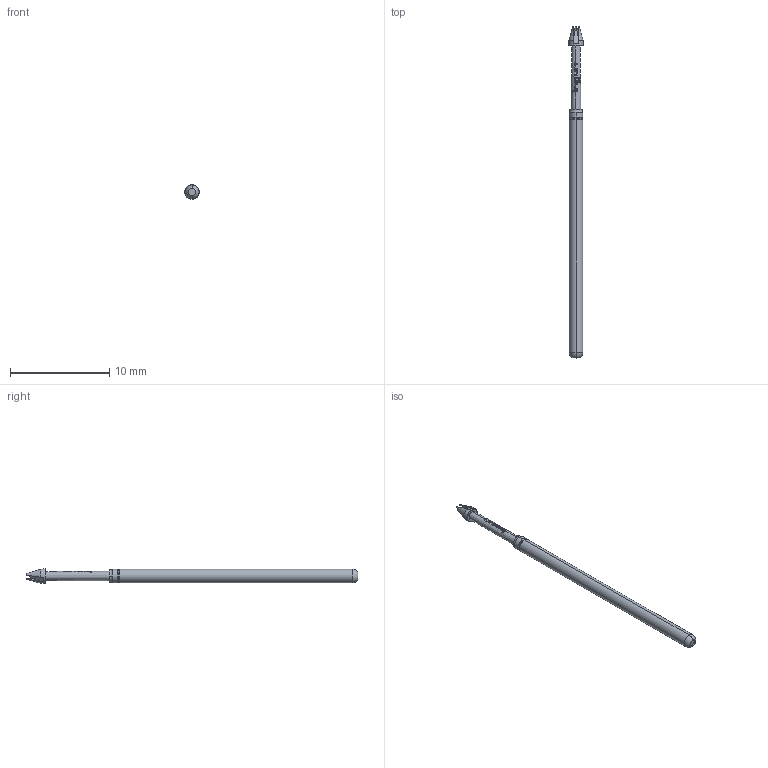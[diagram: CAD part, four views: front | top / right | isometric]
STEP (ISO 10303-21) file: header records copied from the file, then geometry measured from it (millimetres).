
FILE_DESCRIPTION (( 'STEP AP203' ), '1' );
FILE_NAME ('INGUN_GKS-100_289_050_A_xx00.STEP', '2025-10-01T08:43:52', ( '' ), ( '' ), 'SwSTEP 2.0', 'SolidWorks 2023', '' );
FILE_SCHEMA (( 'CONFIG_CONTROL_DESIGN' ));
Length unit declared in the file: millimetre
Products named in the file (1): INGUN_GKS-100_289_050_A_xx00
Bounding box: 1.44 x 33.4 x 1.44 mm (x, y, z)
Volume: 42.3 mm3; surface area: 136.8 mm2
Topology: 1 solids, 1 shells, 126 faces, 343 edges, 222 vertices
Faces by surface type: bspline 60, cone 20, torus 16, cylinder 15, plane 15
Entity records: 5221 total; most frequent: CARTESIAN_POINT 2566, ORIENTED_EDGE 686, EDGE_CURVE 343, DIRECTION 301, B_SPLINE_CURVE_WITH_KNOTS 225, VERTEX_POINT 222, EDGE_LOOP 129, FACE_OUTER_BOUND 126
